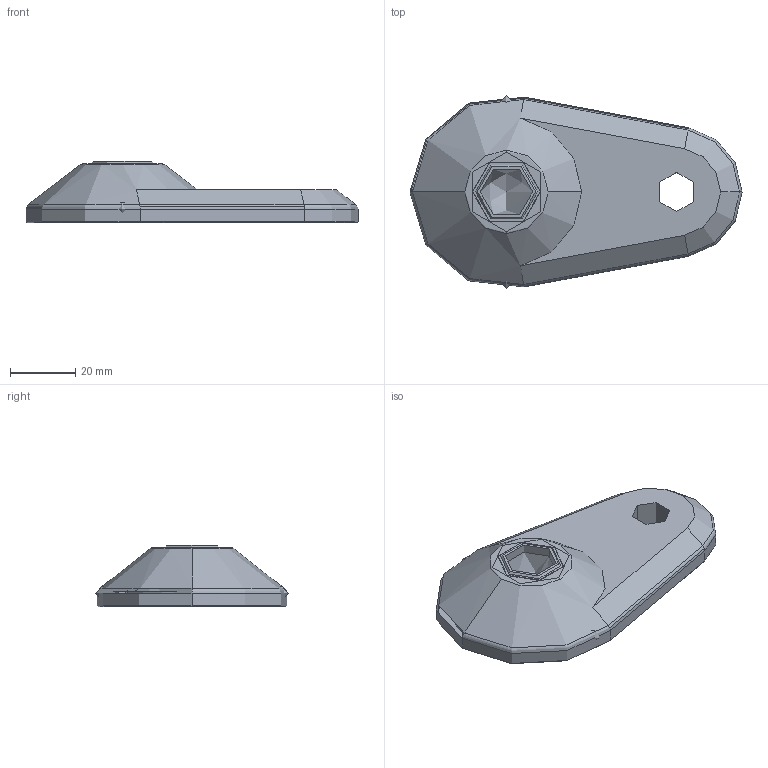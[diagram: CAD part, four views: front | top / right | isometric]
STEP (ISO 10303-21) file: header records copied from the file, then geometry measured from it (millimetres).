
FILE_DESCRIPTION (( 'STEP AP203' ), '1' );
FILE_NAME ('3_842_538_679_Bosch.step', '2024-06-10T08:13:48', ( '' ), ( '' ), 'SwSTEP 2.0', 'SolidWorks 2014', '' );
FILE_SCHEMA (( 'CONFIG_CONTROL_DESIGN' ));
Length unit declared in the file: millimetre
Products named in the file (1): 3_842_538_679_Bosch
Bounding box: 101.5 x 59 x 18.7 mm (x, y, z)
Volume: 2171.3 mm3
Topology: 1 solids, 3 shells, 183 faces, 501 edges, 328 vertices
Faces by surface type: plane 87, cylinder 65, cone 18, sphere 7, torus 6
Full cylindrical faces by diameter (mm): 4 x1
Entity records: 5938 total; most frequent: CARTESIAN_POINT 1093, DIRECTION 1042, ORIENTED_EDGE 996, EDGE_CURVE 498, AXIS2_PLACEMENT_3D 377, VERTEX_POINT 326, VECTOR 288, LINE 288
